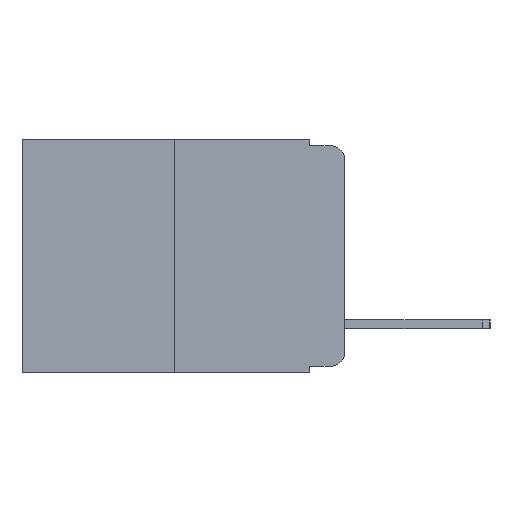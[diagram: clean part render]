
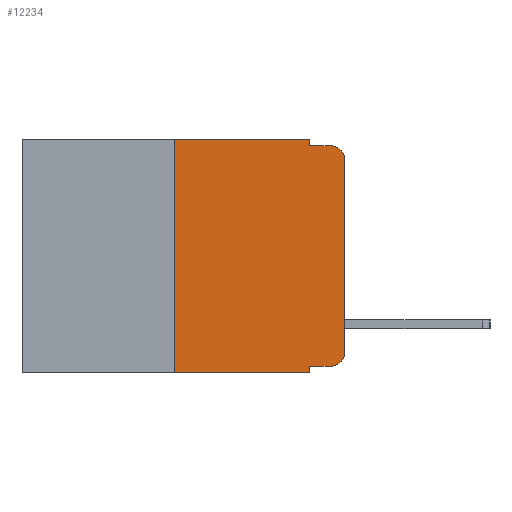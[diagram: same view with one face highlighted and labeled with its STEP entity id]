
A CAD part, left-side view. The second image highlights one B-rep face of the part: STEP entity #12234.
In plain terms, the highlighted planar face has unit normal (-1, 0, 0).
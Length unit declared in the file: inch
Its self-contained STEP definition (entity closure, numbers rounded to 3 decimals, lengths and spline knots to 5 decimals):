
#24 = LINE ( 'NONE', #6251, #5024 ) ;
#116 = DIRECTION ( 'NONE',  ( 0., 0., -1. ) ) ;
#322 = VECTOR ( 'NONE', #8881, 39.37008 ) ;
#373 = VERTEX_POINT ( 'NONE', #2773 ) ;
#394 = AXIS2_PLACEMENT_3D ( 'NONE', #736, #7668, #1753 ) ;
#592 = EDGE_CURVE ( 'NONE', #2533, #12456, #1359, .T. ) ;
#668 = ORIENTED_EDGE ( 'NONE', *, *, #3277, .T. ) ;
#670 = VERTEX_POINT ( 'NONE', #10087 ) ;
#707 = LINE ( 'NONE', #10041, #10752 ) ;
#736 = CARTESIAN_POINT ( 'NONE',  ( 0., 0.02, -0.313 ) ) ;
#816 = VECTOR ( 'NONE', #10449, 39.37008 ) ;
#980 = ORIENTED_EDGE ( 'NONE', *, *, #1276, .F. ) ;
#1276 = EDGE_CURVE ( 'NONE', #4194, #10606, #12467, .T. ) ;
#1359 = LINE ( 'NONE', #6274, #8882 ) ;
#1597 = CARTESIAN_POINT ( 'NONE',  ( 0., 0.02, -0.333 ) ) ;
#1610 = VECTOR ( 'NONE', #9359, 39.37008 ) ;
#1615 = ORIENTED_EDGE ( 'NONE', *, *, #592, .F. ) ;
#1674 = CARTESIAN_POINT ( 'NONE',  ( 0., 0., 0. ) ) ;
#1753 = DIRECTION ( 'NONE',  ( 0., 0., -1. ) ) ;
#1890 = DIRECTION ( 'NONE',  ( 1., 0., 0. ) ) ;
#1921 = LINE ( 'NONE', #10873, #1610 ) ;
#2023 = CARTESIAN_POINT ( 'NONE',  ( 0., 0.051, 0. ) ) ;
#2141 = CARTESIAN_POINT ( 'NONE',  ( 0., 0.02, -0.03 ) ) ;
#2533 = VERTEX_POINT ( 'NONE', #12366 ) ;
#2628 = EDGE_CURVE ( 'NONE', #10606, #10549, #4047, .T. ) ;
#2773 = CARTESIAN_POINT ( 'NONE',  ( 0., 0., -0.03 ) ) ;
#3005 = AXIS2_PLACEMENT_3D ( 'NONE', #2141, #6097, #116 ) ;
#3277 = EDGE_CURVE ( 'NONE', #373, #10549, #7125, .T. ) ;
#3434 = CARTESIAN_POINT ( 'NONE',  ( 0., 0.02, -0.01 ) ) ;
#3474 = LINE ( 'NONE', #1674, #816 ) ;
#3498 = LINE ( 'NONE', #9231, #8418 ) ;
#3792 = CARTESIAN_POINT ( 'NONE',  ( 0., 0.051, -0.343 ) ) ;
#4047 = LINE ( 'NONE', #11971, #322 ) ;
#4194 = VERTEX_POINT ( 'NONE', #4760 ) ;
#4260 = ORIENTED_EDGE ( 'NONE', *, *, #4780, .T. ) ;
#4388 = DIRECTION ( 'NONE',  ( 0., 0., -1. ) ) ;
#4579 = ORIENTED_EDGE ( 'NONE', *, *, #11258, .T. ) ;
#4617 = EDGE_CURVE ( 'NONE', #7669, #373, #3474, .T. ) ;
#4760 = CARTESIAN_POINT ( 'NONE',  ( 0., 0.051, 0. ) ) ;
#4780 = EDGE_CURVE ( 'NONE', #2533, #9498, #1921, .T. ) ;
#5024 = VECTOR ( 'NONE', #7212, 39.37008 ) ;
#5806 = EDGE_LOOP ( 'NONE', ( #10712, #668, #5973, #980, #9145, #1615, #4260, #9438, #4579, #7200 ) ) ;
#5811 = DIRECTION ( 'NONE',  ( 0., 0., -1. ) ) ;
#5973 = ORIENTED_EDGE ( 'NONE', *, *, #2628, .F. ) ;
#6097 = DIRECTION ( 'NONE',  ( -1., 0., 0. ) ) ;
#6251 = CARTESIAN_POINT ( 'NONE',  ( 0., 0.473, 0. ) ) ;
#6274 = CARTESIAN_POINT ( 'NONE',  ( 0., 0.25, 0. ) ) ;
#6689 = EDGE_CURVE ( 'NONE', #12456, #4194, #24, .T. ) ;
#6754 = CARTESIAN_POINT ( 'NONE',  ( 0., 0., -0.313 ) ) ;
#7111 = DIRECTION ( 'NONE',  ( 0., -1., 0. ) ) ;
#7125 = CIRCLE ( 'NONE', #3005, 0.02 ) ;
#7200 = ORIENTED_EDGE ( 'NONE', *, *, #10050, .T. ) ;
#7212 = DIRECTION ( 'NONE',  ( 0., -1., 0. ) ) ;
#7668 = DIRECTION ( 'NONE',  ( -1., 0., 0. ) ) ;
#7669 = VERTEX_POINT ( 'NONE', #6754 ) ;
#7796 = PLANE ( 'NONE',  #11950 ) ;
#8001 = CIRCLE ( 'NONE', #394, 0.02 ) ;
#8166 = CARTESIAN_POINT ( 'NONE',  ( 0., 0.25, 0. ) ) ;
#8418 = VECTOR ( 'NONE', #4388, 39.37008 ) ;
#8757 = DIRECTION ( 'NONE',  ( 0., 0., -1. ) ) ;
#8881 = DIRECTION ( 'NONE',  ( 0., -1., 0. ) ) ;
#8882 = VECTOR ( 'NONE', #11563, 39.37008 ) ;
#9145 = ORIENTED_EDGE ( 'NONE', *, *, #6689, .F. ) ;
#9231 = CARTESIAN_POINT ( 'NONE',  ( 0., 0.051, 0. ) ) ;
#9359 = DIRECTION ( 'NONE',  ( 0., -1., 0. ) ) ;
#9438 = ORIENTED_EDGE ( 'NONE', *, *, #11902, .F. ) ;
#9498 = VERTEX_POINT ( 'NONE', #3792 ) ;
#10021 = VECTOR ( 'NONE', #5811, 39.37008 ) ;
#10041 = CARTESIAN_POINT ( 'NONE',  ( 0., 0.051, -0.333 ) ) ;
#10050 = EDGE_CURVE ( 'NONE', #12052, #7669, #8001, .T. ) ;
#10087 = CARTESIAN_POINT ( 'NONE',  ( 0., 0.051, -0.333 ) ) ;
#10194 = FACE_OUTER_BOUND ( 'NONE', #5806, .T. ) ;
#10449 = DIRECTION ( 'NONE',  ( 0., 0., 1. ) ) ;
#10549 = VERTEX_POINT ( 'NONE', #3434 ) ;
#10593 = CARTESIAN_POINT ( 'NONE',  ( 0., 0.473, 0. ) ) ;
#10606 = VERTEX_POINT ( 'NONE', #11266 ) ;
#10712 = ORIENTED_EDGE ( 'NONE', *, *, #4617, .T. ) ;
#10752 = VECTOR ( 'NONE', #7111, 39.37008 ) ;
#10873 = CARTESIAN_POINT ( 'NONE',  ( 0., 0.473, -0.343 ) ) ;
#11258 = EDGE_CURVE ( 'NONE', #670, #12052, #707, .T. ) ;
#11266 = CARTESIAN_POINT ( 'NONE',  ( 0., 0.051, -0.01 ) ) ;
#11563 = DIRECTION ( 'NONE',  ( 0., 0., 1. ) ) ;
#11902 = EDGE_CURVE ( 'NONE', #670, #9498, #3498, .T. ) ;
#11950 = AXIS2_PLACEMENT_3D ( 'NONE', #10593, #1890, #8757 ) ;
#11971 = CARTESIAN_POINT ( 'NONE',  ( 0., 0.051, -0.01 ) ) ;
#12052 = VERTEX_POINT ( 'NONE', #1597 ) ;
#12234 = ADVANCED_FACE ( 'NONE', ( #10194 ), #7796, .F. ) ;
#12366 = CARTESIAN_POINT ( 'NONE',  ( 0., 0.25, -0.343 ) ) ;
#12456 = VERTEX_POINT ( 'NONE', #8166 ) ;
#12467 = LINE ( 'NONE', #2023, #10021 ) ;
